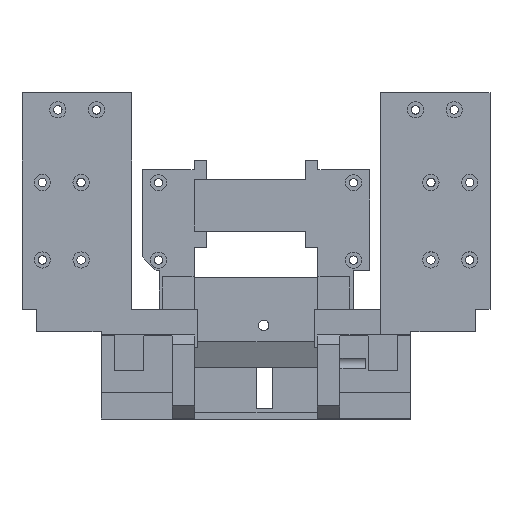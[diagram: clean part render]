
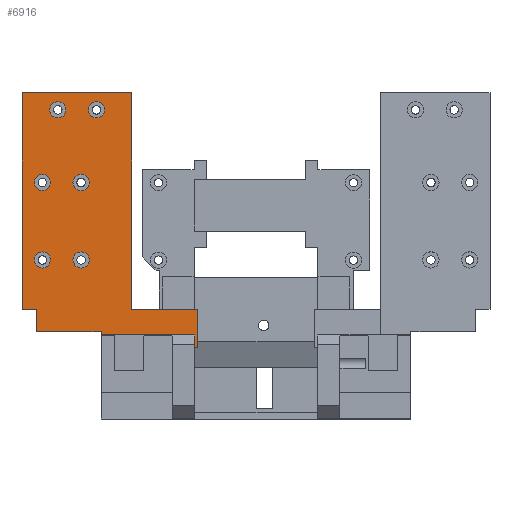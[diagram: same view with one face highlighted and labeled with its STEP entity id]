
A CAD part, top view. The second image highlights one B-rep face of the part: STEP entity #6916.
In plain terms, the highlighted planar face has unit normal (0, 0, 1).
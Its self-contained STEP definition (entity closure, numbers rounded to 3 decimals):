
#247=FACE_BOUND('',#1310,.T.);
#248=FACE_BOUND('',#1311,.T.);
#249=FACE_BOUND('',#1312,.T.);
#250=FACE_BOUND('',#1313,.T.);
#251=FACE_BOUND('',#1314,.T.);
#252=FACE_BOUND('',#1315,.T.);
#434=CIRCLE('',#7412,2.5);
#437=CIRCLE('',#7417,2.5);
#440=CIRCLE('',#7422,2.5);
#443=CIRCLE('',#7427,2.5);
#446=CIRCLE('',#7432,2.5);
#449=CIRCLE('',#7437,2.5);
#816=FACE_OUTER_BOUND('',#1309,.T.);
#1309=EDGE_LOOP('',(#6209,#6210,#6211,#6212,#6213,#6214,#6215,#6216,#6217,
#6218,#6219,#6220,#6221));
#1310=EDGE_LOOP('',(#6222));
#1311=EDGE_LOOP('',(#6223));
#1312=EDGE_LOOP('',(#6224));
#1313=EDGE_LOOP('',(#6225));
#1314=EDGE_LOOP('',(#6226));
#1315=EDGE_LOOP('',(#6227));
#1386=LINE('',#9540,#2127);
#1422=LINE('',#9618,#2163);
#1784=LINE('',#10578,#2525);
#1900=LINE('',#10881,#2641);
#1916=LINE('',#10912,#2657);
#2003=LINE('',#11182,#2744);
#2009=LINE('',#11194,#2750);
#2013=LINE('',#11200,#2754);
#2016=LINE('',#11217,#2757);
#2025=LINE('',#11247,#2766);
#2028=LINE('',#11253,#2769);
#2031=LINE('',#11258,#2772);
#2055=LINE('',#11328,#2796);
#2127=VECTOR('',#7607,10.);
#2163=VECTOR('',#7659,10.);
#2525=VECTOR('',#8551,10.);
#2641=VECTOR('',#8861,10.);
#2657=VECTOR('',#8905,10.);
#2744=VECTOR('',#9194,10.);
#2750=VECTOR('',#9206,10.);
#2754=VECTOR('',#9212,10.);
#2757=VECTOR('',#9233,10.);
#2766=VECTOR('',#9268,10.);
#2769=VECTOR('',#9273,10.);
#2772=VECTOR('',#9278,10.);
#2796=VECTOR('',#9376,10.);
#2866=VERTEX_POINT('',#9537);
#2867=VERTEX_POINT('',#9539);
#2896=VERTEX_POINT('',#9606);
#2901=VERTEX_POINT('',#9616);
#3219=VERTEX_POINT('',#10543);
#3234=VERTEX_POINT('',#10577);
#3324=VERTEX_POINT('',#10879);
#3379=VERTEX_POINT('',#11096);
#3382=VERTEX_POINT('',#11105);
#3385=VERTEX_POINT('',#11114);
#3388=VERTEX_POINT('',#11123);
#3391=VERTEX_POINT('',#11132);
#3394=VERTEX_POINT('',#11141);
#3406=VERTEX_POINT('',#11179);
#3407=VERTEX_POINT('',#11181);
#3410=VERTEX_POINT('',#11193);
#3416=VERTEX_POINT('',#11216);
#3424=VERTEX_POINT('',#11246);
#3426=VERTEX_POINT('',#11252);
#3504=EDGE_CURVE('',#2867,#2866,#1386,.T.);
#3542=EDGE_CURVE('',#2896,#2901,#1422,.T.);
#4013=EDGE_CURVE('',#3219,#3234,#1784,.T.);
#4168=EDGE_CURVE('',#3324,#3219,#1900,.T.);
#4185=EDGE_CURVE('',#3324,#2896,#1916,.T.);
#4275=EDGE_CURVE('',#3379,#3379,#434,.T.);
#4279=EDGE_CURVE('',#3382,#3382,#437,.T.);
#4283=EDGE_CURVE('',#3385,#3385,#440,.T.);
#4287=EDGE_CURVE('',#3388,#3388,#443,.T.);
#4291=EDGE_CURVE('',#3391,#3391,#446,.T.);
#4295=EDGE_CURVE('',#3394,#3394,#449,.T.);
#4314=EDGE_CURVE('',#3407,#3406,#2003,.T.);
#4320=EDGE_CURVE('',#3406,#3410,#2009,.T.);
#4324=EDGE_CURVE('',#3234,#3410,#2013,.T.);
#4331=EDGE_CURVE('',#3407,#3416,#2016,.T.);
#4346=EDGE_CURVE('',#3416,#3424,#2025,.T.);
#4349=EDGE_CURVE('',#3424,#3426,#2028,.T.);
#4352=EDGE_CURVE('',#3426,#2866,#2031,.T.);
#4383=EDGE_CURVE('',#2901,#2867,#2055,.T.);
#6209=ORIENTED_EDGE('',*,*,#4168,.F.);
#6210=ORIENTED_EDGE('',*,*,#4185,.T.);
#6211=ORIENTED_EDGE('',*,*,#3542,.T.);
#6212=ORIENTED_EDGE('',*,*,#4383,.T.);
#6213=ORIENTED_EDGE('',*,*,#3504,.T.);
#6214=ORIENTED_EDGE('',*,*,#4352,.F.);
#6215=ORIENTED_EDGE('',*,*,#4349,.F.);
#6216=ORIENTED_EDGE('',*,*,#4346,.F.);
#6217=ORIENTED_EDGE('',*,*,#4331,.F.);
#6218=ORIENTED_EDGE('',*,*,#4314,.T.);
#6219=ORIENTED_EDGE('',*,*,#4320,.T.);
#6220=ORIENTED_EDGE('',*,*,#4324,.F.);
#6221=ORIENTED_EDGE('',*,*,#4013,.F.);
#6222=ORIENTED_EDGE('',*,*,#4275,.F.);
#6223=ORIENTED_EDGE('',*,*,#4279,.F.);
#6224=ORIENTED_EDGE('',*,*,#4283,.F.);
#6225=ORIENTED_EDGE('',*,*,#4287,.F.);
#6226=ORIENTED_EDGE('',*,*,#4291,.F.);
#6227=ORIENTED_EDGE('',*,*,#4295,.F.);
#6557=PLANE('',#7512);
#6916=ADVANCED_FACE('',(#816,#247,#248,#249,#250,#251,#252),#6557,.F.);
#7412=AXIS2_PLACEMENT_3D('',#11097,#9101,#9102);
#7417=AXIS2_PLACEMENT_3D('',#11106,#9112,#9113);
#7422=AXIS2_PLACEMENT_3D('',#11115,#9123,#9124);
#7427=AXIS2_PLACEMENT_3D('',#11124,#9134,#9135);
#7432=AXIS2_PLACEMENT_3D('',#11133,#9145,#9146);
#7437=AXIS2_PLACEMENT_3D('',#11142,#9156,#9157);
#7512=AXIS2_PLACEMENT_3D('',#11327,#9374,#9375);
#7607=DIRECTION('',(-1.,0.,0.));
#7659=DIRECTION('',(1.,0.,0.));
#8551=DIRECTION('',(-1.,0.,0.));
#8861=DIRECTION('',(-1.,0.,0.));
#8905=DIRECTION('',(0.,-1.,0.));
#9101=DIRECTION('center_axis',(0.,0.,1.));
#9102=DIRECTION('ref_axis',(-1.,0.,0.));
#9112=DIRECTION('center_axis',(0.,0.,1.));
#9113=DIRECTION('ref_axis',(-1.,0.,0.));
#9123=DIRECTION('center_axis',(0.,0.,1.));
#9124=DIRECTION('ref_axis',(-1.,0.,0.));
#9134=DIRECTION('center_axis',(0.,0.,1.));
#9135=DIRECTION('ref_axis',(-1.,0.,0.));
#9145=DIRECTION('center_axis',(0.,0.,1.));
#9146=DIRECTION('ref_axis',(-1.,0.,0.));
#9156=DIRECTION('center_axis',(0.,0.,1.));
#9157=DIRECTION('ref_axis',(-1.,0.,0.));
#9194=DIRECTION('',(0.,-1.,0.));
#9206=DIRECTION('',(1.,0.,0.));
#9212=DIRECTION('',(0.,1.,0.));
#9233=DIRECTION('',(-1.,0.,0.));
#9268=DIRECTION('',(0.,1.,0.));
#9273=DIRECTION('',(1.,0.,0.));
#9278=DIRECTION('',(0.,-1.,0.));
#9374=DIRECTION('center_axis',(0.,0.,-1.));
#9375=DIRECTION('ref_axis',(-1.,0.,0.));
#9376=DIRECTION('',(0.,1.,0.));
#9537=CARTESIAN_POINT('',(-19.401,8.,31.53));
#9539=CARTESIAN_POINT('',(1.099,8.,31.53));
#9540=CARTESIAN_POINT('',(67.099,8.,31.53));
#9606=CARTESIAN_POINT('',(0.049,-3.8,31.53));
#9616=CARTESIAN_POINT('',(1.099,-3.8,31.53));
#9618=CARTESIAN_POINT('',(-28.901,-3.8,31.53));
#10543=CARTESIAN_POINT('',(-6.901,0.,31.53));
#10577=CARTESIAN_POINT('',(-28.901,0.,31.53));
#10578=CARTESIAN_POINT('',(67.099,0.,31.53));
#10879=CARTESIAN_POINT('',(0.049,0.,31.53));
#10881=CARTESIAN_POINT('',(67.099,0.,31.53));
#10912=CARTESIAN_POINT('',(0.049,0.,31.53));
#11096=CARTESIAN_POINT('',(-44.601,23.25,31.53));
#11097=CARTESIAN_POINT('Origin',(-47.101,23.25,31.53));
#11105=CARTESIAN_POINT('',(-32.601,47.25,31.53));
#11106=CARTESIAN_POINT('Origin',(-35.101,47.25,31.53));
#11114=CARTESIAN_POINT('',(-39.801,69.75,31.53));
#11115=CARTESIAN_POINT('Origin',(-42.301,69.75,31.53));
#11123=CARTESIAN_POINT('',(-32.601,23.25,31.53));
#11124=CARTESIAN_POINT('Origin',(-35.101,23.25,31.53));
#11132=CARTESIAN_POINT('',(-44.601,47.25,31.53));
#11133=CARTESIAN_POINT('Origin',(-47.101,47.25,31.53));
#11141=CARTESIAN_POINT('',(-27.801,69.75,31.53));
#11142=CARTESIAN_POINT('Origin',(-30.301,69.75,31.53));
#11179=CARTESIAN_POINT('',(-48.901,1.,31.53));
#11181=CARTESIAN_POINT('',(-48.901,8.,31.53));
#11182=CARTESIAN_POINT('',(-48.901,8.,31.53));
#11193=CARTESIAN_POINT('',(-28.901,1.,31.53));
#11194=CARTESIAN_POINT('',(-53.401,1.,31.53));
#11200=CARTESIAN_POINT('',(-28.901,0.,31.53));
#11216=CARTESIAN_POINT('',(-53.401,8.,31.53));
#11217=CARTESIAN_POINT('',(-19.401,8.,31.53));
#11246=CARTESIAN_POINT('',(-53.401,75.,31.53));
#11247=CARTESIAN_POINT('',(-53.401,8.,31.53));
#11252=CARTESIAN_POINT('',(-19.401,75.,31.53));
#11253=CARTESIAN_POINT('',(-53.401,75.,31.53));
#11258=CARTESIAN_POINT('',(-19.401,75.,31.53));
#11327=CARTESIAN_POINT('Origin',(1.099,0.,31.53));
#11328=CARTESIAN_POINT('',(1.099,0.,31.53));
